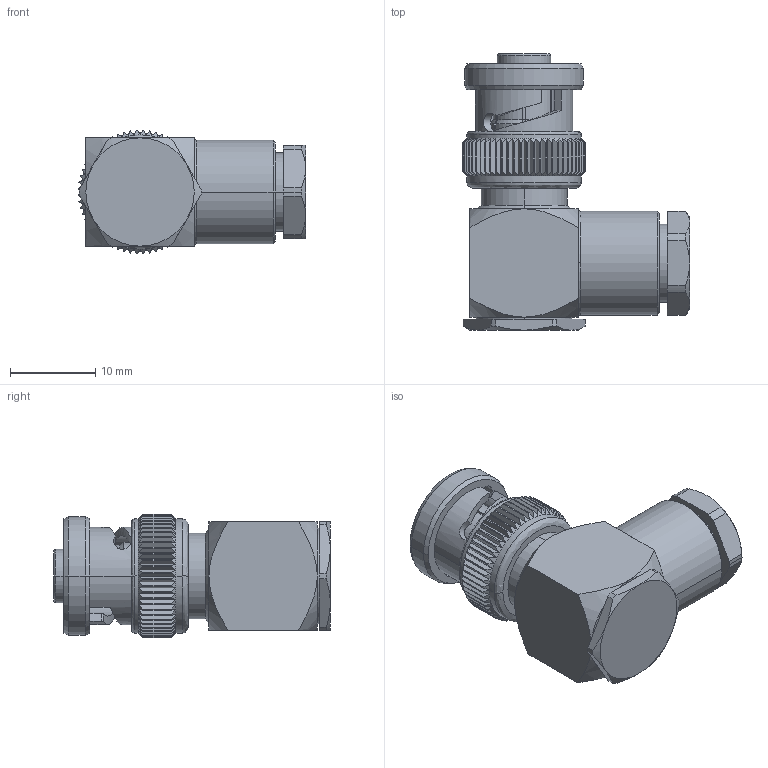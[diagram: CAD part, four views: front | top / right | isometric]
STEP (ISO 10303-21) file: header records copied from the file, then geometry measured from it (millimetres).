
FILE_DESCRIPTION (( 'STEP AP214' ), '1' );
FILE_NAME ('FMCN45898_3D.step', '2023-05-10T17:45:09', ( '' ), ( '' ), 'SwSTEP 2.0', 'SolidWorks 2022', '' );
FILE_SCHEMA (( 'AUTOMOTIVE_DESIGN' ));
Length unit declared in the file: inch
Products named in the file (1): FMCN45898_3D
Bounding box: 26.65 x 32.42 x 14.46 mm (x, y, z)
Volume: 5115.8 mm3; surface area: 3781.5 mm2
Topology: 1 solids, 1 shells, 503 faces, 1155 edges, 667 vertices
Faces by surface type: plane 187, cone 163, cylinder 130, bspline 12, torus 11
Entity records: 16821 total; most frequent: CARTESIAN_POINT 5889, ORIENTED_EDGE 2310, DIRECTION 2255, EDGE_CURVE 1155, AXIS2_PLACEMENT_3D 942, VERTEX_POINT 667, EDGE_LOOP 520, ADVANCED_FACE 503
